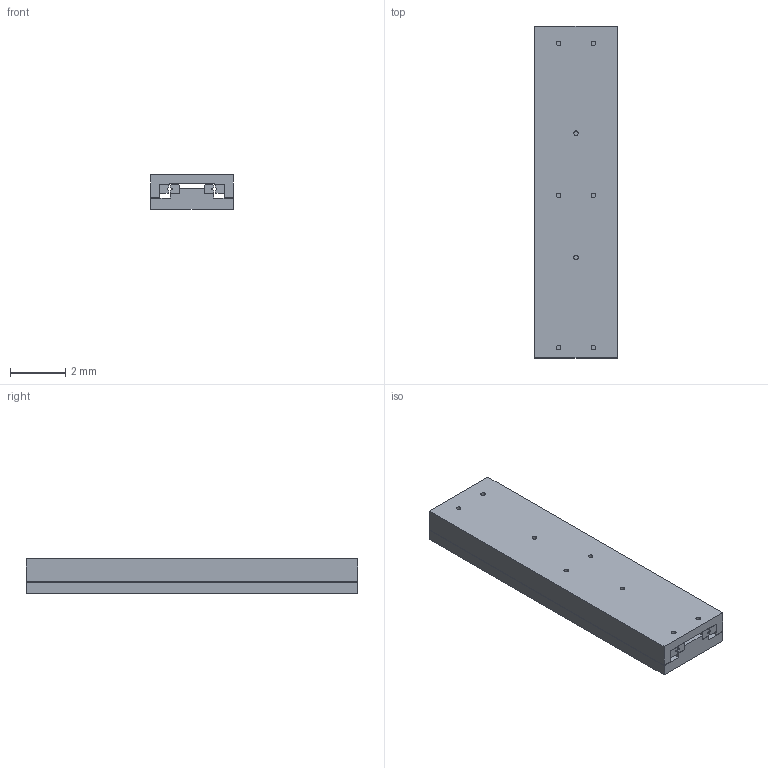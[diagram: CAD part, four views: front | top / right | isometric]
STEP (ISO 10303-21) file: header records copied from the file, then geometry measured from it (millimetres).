
FILE_DESCRIPTION((''),'2;1');
FILE_NAME('X-AC-3-12-11.stp','2003-08-08T12:21:18',(''),(''),'AutoCAD STEP 2000i','AutoCAD 2000i',', , ');
FILE_SCHEMA(('CONFIG_CONTROL_DESIGN'));
Length unit declared in the file: millimetre
Products named in the file (7): X-AC-3-12-11; BOTTOM-PLATE; TOP-PLATE; RAIL-1; RAIL-2; RAIL-A; RAIL-B
Assembly tree (6 placements, depth 2):
  X-AC-3-12-11
    BOTTOM-PLATE
    TOP-PLATE
    RAIL-1
    RAIL-2
    RAIL-A
    RAIL-B
Bounding box: 3 x 12 x 1.25 mm (x, y, z)
Volume: 40.5 mm3; surface area: 265.4 mm2
Topology: 6 solids, 6 shells, 128 faces, 336 edges, 224 vertices
Faces by surface type: plane 64, cylinder 32, bspline 32
Entity records: 4151 total; most frequent: CARTESIAN_POINT 791, ORIENTED_EDGE 672, DIRECTION 606, EDGE_CURVE 336, VECTOR 272, LINE 272, VERTEX_POINT 224, AXIS2_PLACEMENT_3D 167
